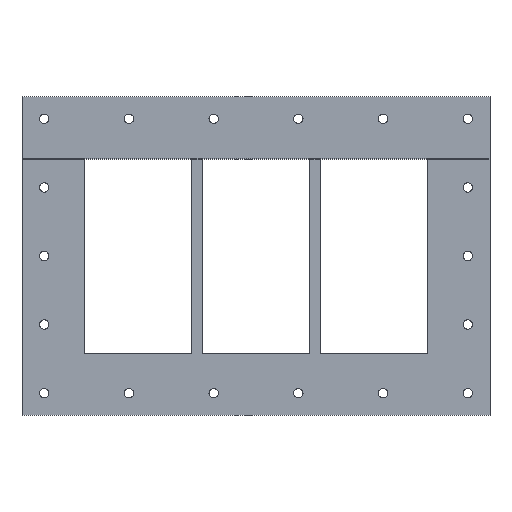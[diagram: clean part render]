
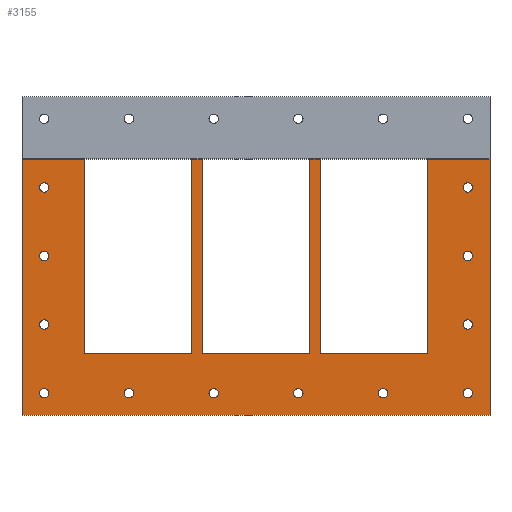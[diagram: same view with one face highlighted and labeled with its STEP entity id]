
A CAD part, top view. The second image highlights one B-rep face of the part: STEP entity #3155.
In plain terms, the highlighted planar face has unit normal (0, 0, 1).
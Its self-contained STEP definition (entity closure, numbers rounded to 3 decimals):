
#271=FACE_BOUND('',#758,.T.);
#272=FACE_BOUND('',#759,.T.);
#273=FACE_BOUND('',#760,.T.);
#274=FACE_BOUND('',#761,.T.);
#275=FACE_BOUND('',#762,.T.);
#276=FACE_BOUND('',#763,.T.);
#277=FACE_BOUND('',#764,.T.);
#278=FACE_BOUND('',#765,.T.);
#279=FACE_BOUND('',#766,.T.);
#280=FACE_BOUND('',#767,.T.);
#281=FACE_BOUND('',#768,.T.);
#282=FACE_BOUND('',#769,.T.);
#401=CIRCLE('',#3589,5.25);
#402=CIRCLE('',#3590,5.25);
#403=CIRCLE('',#3591,5.25);
#404=CIRCLE('',#3592,5.25);
#405=CIRCLE('',#3593,5.25);
#406=CIRCLE('',#3594,5.25);
#407=CIRCLE('',#3595,5.25);
#408=CIRCLE('',#3596,5.25);
#409=CIRCLE('',#3597,5.25);
#410=CIRCLE('',#3598,5.25);
#411=CIRCLE('',#3599,5.25);
#412=CIRCLE('',#3600,5.25);
#562=FACE_OUTER_BOUND('',#757,.T.);
#757=EDGE_LOOP('',(#2358,#2359,#2360,#2361,#2362,#2363,#2364,#2365,#2366,
#2367,#2368,#2369,#2370,#2371,#2372,#2373));
#758=EDGE_LOOP('',(#2374));
#759=EDGE_LOOP('',(#2375));
#760=EDGE_LOOP('',(#2376));
#761=EDGE_LOOP('',(#2377));
#762=EDGE_LOOP('',(#2378));
#763=EDGE_LOOP('',(#2379));
#764=EDGE_LOOP('',(#2380));
#765=EDGE_LOOP('',(#2381));
#766=EDGE_LOOP('',(#2382));
#767=EDGE_LOOP('',(#2383));
#768=EDGE_LOOP('',(#2384));
#769=EDGE_LOOP('',(#2385));
#1037=LINE('',#5018,#1282);
#1042=LINE('',#5028,#1287);
#1062=LINE('',#5070,#1307);
#1063=LINE('',#5072,#1308);
#1064=LINE('',#5074,#1309);
#1065=LINE('',#5076,#1310);
#1066=LINE('',#5078,#1311);
#1067=LINE('',#5080,#1312);
#1068=LINE('',#5082,#1313);
#1069=LINE('',#5084,#1314);
#1070=LINE('',#5086,#1315);
#1071=LINE('',#5088,#1316);
#1072=LINE('',#5090,#1317);
#1073=LINE('',#5092,#1318);
#1074=LINE('',#5093,#1319);
#1075=LINE('',#5094,#1320);
#1282=VECTOR('',#4064,10.);
#1287=VECTOR('',#4071,10.);
#1307=VECTOR('',#4101,10.);
#1308=VECTOR('',#4102,10.);
#1309=VECTOR('',#4103,10.);
#1310=VECTOR('',#4104,10.);
#1311=VECTOR('',#4105,10.);
#1312=VECTOR('',#4106,10.);
#1313=VECTOR('',#4107,10.);
#1314=VECTOR('',#4108,10.);
#1315=VECTOR('',#4109,10.);
#1316=VECTOR('',#4110,10.);
#1317=VECTOR('',#4111,10.);
#1318=VECTOR('',#4112,10.);
#1319=VECTOR('',#4113,10.);
#1320=VECTOR('',#4114,10.);
#1542=VERTEX_POINT('',#5016);
#1543=VERTEX_POINT('',#5017);
#1546=VERTEX_POINT('',#5025);
#1547=VERTEX_POINT('',#5027);
#1564=VERTEX_POINT('',#5069);
#1565=VERTEX_POINT('',#5071);
#1566=VERTEX_POINT('',#5073);
#1567=VERTEX_POINT('',#5075);
#1568=VERTEX_POINT('',#5077);
#1569=VERTEX_POINT('',#5079);
#1570=VERTEX_POINT('',#5081);
#1571=VERTEX_POINT('',#5083);
#1572=VERTEX_POINT('',#5085);
#1573=VERTEX_POINT('',#5087);
#1574=VERTEX_POINT('',#5089);
#1575=VERTEX_POINT('',#5091);
#1576=VERTEX_POINT('',#5095);
#1577=VERTEX_POINT('',#5097);
#1578=VERTEX_POINT('',#5099);
#1579=VERTEX_POINT('',#5101);
#1580=VERTEX_POINT('',#5103);
#1581=VERTEX_POINT('',#5105);
#1582=VERTEX_POINT('',#5107);
#1583=VERTEX_POINT('',#5109);
#1584=VERTEX_POINT('',#5111);
#1585=VERTEX_POINT('',#5113);
#1586=VERTEX_POINT('',#5115);
#1587=VERTEX_POINT('',#5117);
#1844=EDGE_CURVE('',#1542,#1543,#1037,.T.);
#1849=EDGE_CURVE('',#1547,#1546,#1042,.T.);
#1871=EDGE_CURVE('',#1546,#1564,#1062,.T.);
#1872=EDGE_CURVE('',#1564,#1565,#1063,.T.);
#1873=EDGE_CURVE('',#1565,#1566,#1064,.T.);
#1874=EDGE_CURVE('',#1566,#1567,#1065,.T.);
#1875=EDGE_CURVE('',#1567,#1568,#1066,.T.);
#1876=EDGE_CURVE('',#1568,#1569,#1067,.T.);
#1877=EDGE_CURVE('',#1569,#1570,#1068,.T.);
#1878=EDGE_CURVE('',#1570,#1571,#1069,.T.);
#1879=EDGE_CURVE('',#1571,#1572,#1070,.T.);
#1880=EDGE_CURVE('',#1572,#1573,#1071,.T.);
#1881=EDGE_CURVE('',#1573,#1574,#1072,.T.);
#1882=EDGE_CURVE('',#1574,#1575,#1073,.T.);
#1883=EDGE_CURVE('',#1575,#1542,#1074,.T.);
#1884=EDGE_CURVE('',#1543,#1547,#1075,.T.);
#1885=EDGE_CURVE('',#1576,#1576,#401,.T.);
#1886=EDGE_CURVE('',#1577,#1577,#402,.T.);
#1887=EDGE_CURVE('',#1578,#1578,#403,.T.);
#1888=EDGE_CURVE('',#1579,#1579,#404,.T.);
#1889=EDGE_CURVE('',#1580,#1580,#405,.T.);
#1890=EDGE_CURVE('',#1581,#1581,#406,.T.);
#1891=EDGE_CURVE('',#1582,#1582,#407,.T.);
#1892=EDGE_CURVE('',#1583,#1583,#408,.T.);
#1893=EDGE_CURVE('',#1584,#1584,#409,.T.);
#1894=EDGE_CURVE('',#1585,#1585,#410,.T.);
#1895=EDGE_CURVE('',#1586,#1586,#411,.T.);
#1896=EDGE_CURVE('',#1587,#1587,#412,.T.);
#2358=ORIENTED_EDGE('',*,*,#1849,.T.);
#2359=ORIENTED_EDGE('',*,*,#1871,.T.);
#2360=ORIENTED_EDGE('',*,*,#1872,.T.);
#2361=ORIENTED_EDGE('',*,*,#1873,.T.);
#2362=ORIENTED_EDGE('',*,*,#1874,.T.);
#2363=ORIENTED_EDGE('',*,*,#1875,.T.);
#2364=ORIENTED_EDGE('',*,*,#1876,.T.);
#2365=ORIENTED_EDGE('',*,*,#1877,.T.);
#2366=ORIENTED_EDGE('',*,*,#1878,.T.);
#2367=ORIENTED_EDGE('',*,*,#1879,.T.);
#2368=ORIENTED_EDGE('',*,*,#1880,.T.);
#2369=ORIENTED_EDGE('',*,*,#1881,.T.);
#2370=ORIENTED_EDGE('',*,*,#1882,.T.);
#2371=ORIENTED_EDGE('',*,*,#1883,.T.);
#2372=ORIENTED_EDGE('',*,*,#1844,.T.);
#2373=ORIENTED_EDGE('',*,*,#1884,.T.);
#2374=ORIENTED_EDGE('',*,*,#1885,.T.);
#2375=ORIENTED_EDGE('',*,*,#1886,.T.);
#2376=ORIENTED_EDGE('',*,*,#1887,.T.);
#2377=ORIENTED_EDGE('',*,*,#1888,.T.);
#2378=ORIENTED_EDGE('',*,*,#1889,.T.);
#2379=ORIENTED_EDGE('',*,*,#1890,.T.);
#2380=ORIENTED_EDGE('',*,*,#1891,.T.);
#2381=ORIENTED_EDGE('',*,*,#1892,.T.);
#2382=ORIENTED_EDGE('',*,*,#1893,.T.);
#2383=ORIENTED_EDGE('',*,*,#1894,.T.);
#2384=ORIENTED_EDGE('',*,*,#1895,.T.);
#2385=ORIENTED_EDGE('',*,*,#1896,.T.);
#3047=PLANE('',#3588);
#3155=ADVANCED_FACE('',(#562,#271,#272,#273,#274,#275,#276,#277,#278,#279,
#280,#281,#282),#3047,.T.);
#3588=AXIS2_PLACEMENT_3D('',#5068,#4099,#4100);
#3589=AXIS2_PLACEMENT_3D('',#5096,#4115,#4116);
#3590=AXIS2_PLACEMENT_3D('',#5098,#4117,#4118);
#3591=AXIS2_PLACEMENT_3D('',#5100,#4119,#4120);
#3592=AXIS2_PLACEMENT_3D('',#5102,#4121,#4122);
#3593=AXIS2_PLACEMENT_3D('',#5104,#4123,#4124);
#3594=AXIS2_PLACEMENT_3D('',#5106,#4125,#4126);
#3595=AXIS2_PLACEMENT_3D('',#5108,#4127,#4128);
#3596=AXIS2_PLACEMENT_3D('',#5110,#4129,#4130);
#3597=AXIS2_PLACEMENT_3D('',#5112,#4131,#4132);
#3598=AXIS2_PLACEMENT_3D('',#5114,#4133,#4134);
#3599=AXIS2_PLACEMENT_3D('',#5116,#4135,#4136);
#3600=AXIS2_PLACEMENT_3D('',#5118,#4137,#4138);
#4064=DIRECTION('',(0.,1.,0.));
#4071=DIRECTION('',(0.,-1.,0.));
#4099=DIRECTION('center_axis',(0.,0.,1.));
#4100=DIRECTION('ref_axis',(1.,0.,0.));
#4101=DIRECTION('',(1.,0.,0.));
#4102=DIRECTION('',(0.,1.,0.));
#4103=DIRECTION('',(-1.,0.,0.));
#4104=DIRECTION('',(0.,-1.,0.));
#4105=DIRECTION('',(-1.,0.,0.));
#4106=DIRECTION('',(0.,1.,0.));
#4107=DIRECTION('',(-1.,0.,0.));
#4108=DIRECTION('',(0.,-1.,0.));
#4109=DIRECTION('',(-1.,0.,0.));
#4110=DIRECTION('',(0.,1.,0.));
#4111=DIRECTION('',(-1.,0.,0.));
#4112=DIRECTION('',(0.,-1.,0.));
#4113=DIRECTION('',(-1.,0.,0.));
#4114=DIRECTION('',(-1.,0.,0.));
#4115=DIRECTION('center_axis',(0.,0.,-1.));
#4116=DIRECTION('ref_axis',(1.,0.,0.));
#4117=DIRECTION('center_axis',(0.,0.,-1.));
#4118=DIRECTION('ref_axis',(1.,0.,0.));
#4119=DIRECTION('center_axis',(0.,0.,-1.));
#4120=DIRECTION('ref_axis',(1.,0.,0.));
#4121=DIRECTION('center_axis',(0.,0.,-1.));
#4122=DIRECTION('ref_axis',(1.,0.,0.));
#4123=DIRECTION('center_axis',(0.,0.,-1.));
#4124=DIRECTION('ref_axis',(1.,0.,0.));
#4125=DIRECTION('center_axis',(0.,0.,-1.));
#4126=DIRECTION('ref_axis',(1.,0.,0.));
#4127=DIRECTION('center_axis',(0.,0.,-1.));
#4128=DIRECTION('ref_axis',(1.,0.,0.));
#4129=DIRECTION('center_axis',(0.,0.,-1.));
#4130=DIRECTION('ref_axis',(1.,0.,0.));
#4131=DIRECTION('center_axis',(0.,0.,-1.));
#4132=DIRECTION('ref_axis',(1.,0.,0.));
#4133=DIRECTION('center_axis',(0.,0.,-1.));
#4134=DIRECTION('ref_axis',(1.,0.,0.));
#4135=DIRECTION('center_axis',(0.,0.,-1.));
#4136=DIRECTION('ref_axis',(1.,0.,0.));
#4137=DIRECTION('center_axis',(0.,0.,-1.));
#4138=DIRECTION('ref_axis',(1.,0.,0.));
#5016=CARTESIAN_POINT('',(-192.75,-109.,0.));
#5017=CARTESIAN_POINT('',(-192.75,108.5,0.));
#5018=CARTESIAN_POINT('',(-192.75,-54.5,0.));
#5025=CARTESIAN_POINT('',(-262.75,-179.,0.));
#5027=CARTESIAN_POINT('',(-262.75,108.5,0.));
#5028=CARTESIAN_POINT('',(-262.75,179.,0.));
#5068=CARTESIAN_POINT('Origin',(0.,0.,0.));
#5069=CARTESIAN_POINT('',(262.75,-179.,0.));
#5070=CARTESIAN_POINT('',(-262.75,-179.,0.));
#5071=CARTESIAN_POINT('',(262.75,108.5,0.));
#5072=CARTESIAN_POINT('',(262.75,-179.,0.));
#5073=CARTESIAN_POINT('',(192.75,108.5,0.));
#5074=CARTESIAN_POINT('',(131.375,108.5,0.));
#5075=CARTESIAN_POINT('',(192.75,-109.,0.));
#5076=CARTESIAN_POINT('',(192.75,54.5,0.));
#5077=CARTESIAN_POINT('',(72.25,-109.,0.));
#5078=CARTESIAN_POINT('',(96.375,-109.,0.));
#5079=CARTESIAN_POINT('',(72.25,108.5,0.));
#5080=CARTESIAN_POINT('',(72.25,-54.5,0.));
#5081=CARTESIAN_POINT('',(60.25,108.5,0.));
#5082=CARTESIAN_POINT('',(131.375,108.5,0.));
#5083=CARTESIAN_POINT('',(60.25,-109.,0.));
#5084=CARTESIAN_POINT('',(60.25,54.5,0.));
#5085=CARTESIAN_POINT('',(-60.25,-109.,0.));
#5086=CARTESIAN_POINT('',(30.125,-109.,0.));
#5087=CARTESIAN_POINT('',(-60.25,108.5,0.));
#5088=CARTESIAN_POINT('',(-60.25,-54.5,0.));
#5089=CARTESIAN_POINT('',(-72.25,108.5,0.));
#5090=CARTESIAN_POINT('',(131.375,108.5,0.));
#5091=CARTESIAN_POINT('',(-72.25,-109.,0.));
#5092=CARTESIAN_POINT('',(-72.25,54.5,0.));
#5093=CARTESIAN_POINT('',(-36.125,-109.,0.));
#5094=CARTESIAN_POINT('',(131.375,108.5,0.));
#5095=CARTESIAN_POINT('',(232.5,-77.,0.));
#5096=CARTESIAN_POINT('Origin',(237.75,-77.,0.));
#5097=CARTESIAN_POINT('',(232.5,0.,0.));
#5098=CARTESIAN_POINT('Origin',(237.75,0.,0.));
#5099=CARTESIAN_POINT('',(232.5,77.,0.));
#5100=CARTESIAN_POINT('Origin',(237.75,77.,0.));
#5101=CARTESIAN_POINT('',(232.5,-154.,0.));
#5102=CARTESIAN_POINT('Origin',(237.75,-154.,0.));
#5103=CARTESIAN_POINT('',(137.4,-154.,0.));
#5104=CARTESIAN_POINT('Origin',(142.65,-154.,0.));
#5105=CARTESIAN_POINT('',(42.3,-154.,0.));
#5106=CARTESIAN_POINT('Origin',(47.55,-154.,0.));
#5107=CARTESIAN_POINT('',(-52.8,-154.,0.));
#5108=CARTESIAN_POINT('Origin',(-47.55,-154.,0.));
#5109=CARTESIAN_POINT('',(-147.9,-154.,0.));
#5110=CARTESIAN_POINT('Origin',(-142.65,-154.,0.));
#5111=CARTESIAN_POINT('',(-243.,77.,0.));
#5112=CARTESIAN_POINT('Origin',(-237.75,77.,0.));
#5113=CARTESIAN_POINT('',(-243.,0.,0.));
#5114=CARTESIAN_POINT('Origin',(-237.75,0.,0.));
#5115=CARTESIAN_POINT('',(-243.,-77.,0.));
#5116=CARTESIAN_POINT('Origin',(-237.75,-77.,0.));
#5117=CARTESIAN_POINT('',(-243.,-154.,0.));
#5118=CARTESIAN_POINT('Origin',(-237.75,-154.,0.));
